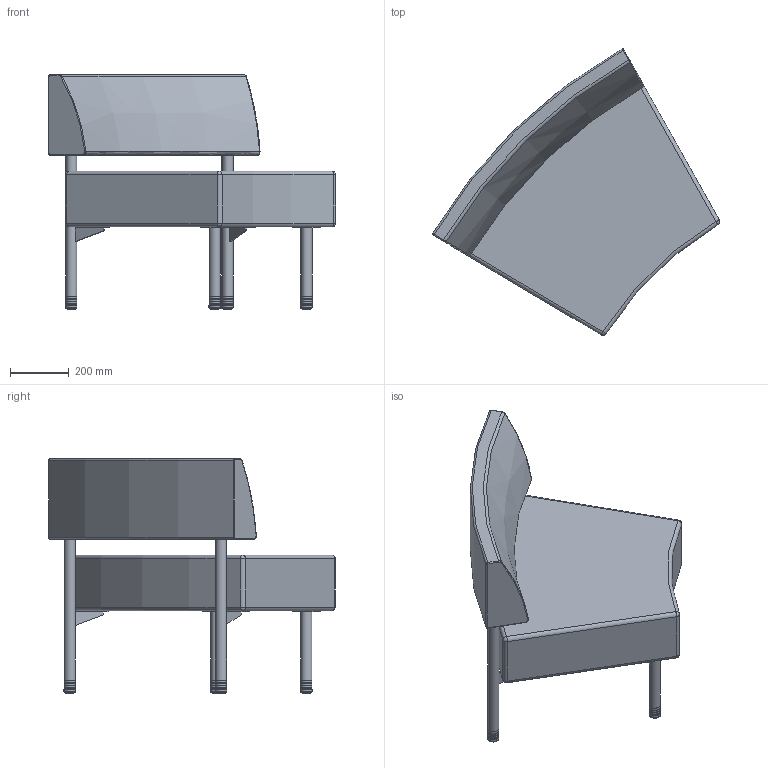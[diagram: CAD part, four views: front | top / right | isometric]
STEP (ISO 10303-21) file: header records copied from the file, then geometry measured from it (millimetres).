
FILE_DESCRIPTION(/* description */ (''),/* implementation_level */ '2;1');
FILE_NAME(/* name */ 'EX30IC.stp',/* time_stamp */ '2018-04-16T11:12:09-04:00',/* author */ ('emehringer'),/* organization */ (''),/* preprocessor_version */ 'ST-DEVELOPER v16.13',/* originating_system */ 'Autodesk Inventor 2018',/* authorisation */ '');
FILE_SCHEMA (('AUTOMOTIVE_DESIGN { 1 0 10303 214 3 1 1 }'));
Length unit declared in the file: inch
Products named in the file (6): EX30IC; EX30IC BACK; EX30IC SEAT; EX10 LGBK-A; EX10 LGFR-A; LEG CAP RD1.5
Assembly tree (10 placements, depth 2):
  EX30IC
    EX30IC BACK
    EX30IC SEAT
    EX10 LGBK-A  x2
    LEG CAP RD1.5  x4
    EX10 LGFR-A  x2
Bounding box: 979.72 x 977.43 x 799.1 mm (x, y, z)
Volume: 113356459.3 mm3; surface area: 2613803 mm2
Topology: 24 solids, 32 shells, 2038 faces, 4160 edges, 2224 vertices
Faces by surface type: cylinder 705, torus 532, bspline 491, plane 222, sphere 72, cone 16
Full cylindrical faces by diameter (mm): 6.198 x4, 6.528 x4, 7.925 x12, 8.731 x22, 9.906 x8, 11.989 x8, 27.94 x4, 31.75 x4, 34.087 x16, 34.798 x4, 38.1 x4, 39.37 x4, 69.85 x2
Entity records: 20994 total; most frequent: CARTESIAN_POINT 9973, ORIENTED_EDGE 2220, DIRECTION 2140, EDGE_CURVE 1112, AXIS2_PLACEMENT_3D 938, EDGE_LOOP 650, VERTEX_POINT 616, FACE_OUTER_BOUND 569
